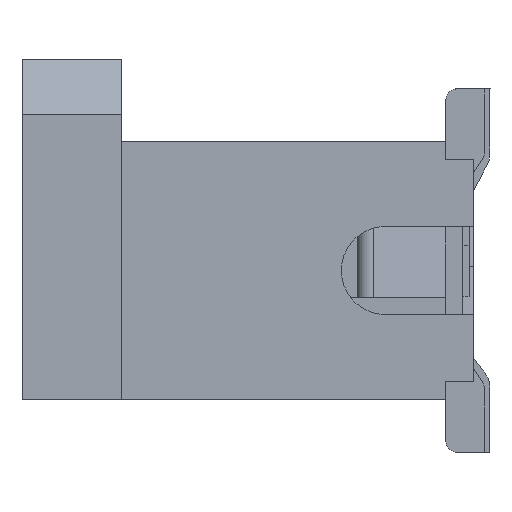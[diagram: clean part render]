
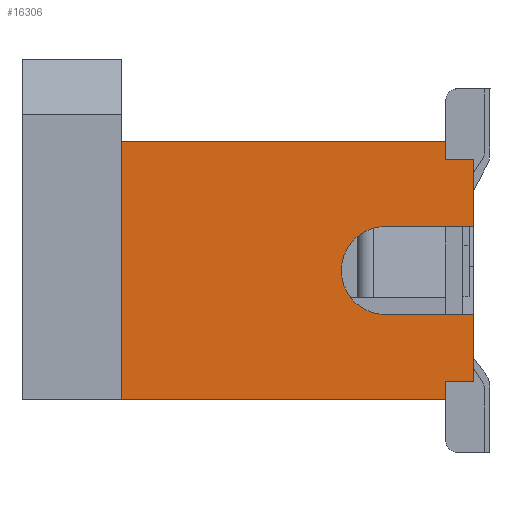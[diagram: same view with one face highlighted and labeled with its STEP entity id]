
A CAD part, left-side view. The second image highlights one B-rep face of the part: STEP entity #16306.
In plain terms, the highlighted face is planar.
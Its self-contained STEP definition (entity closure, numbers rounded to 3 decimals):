
#33 = VECTOR ( 'NONE', #19208, 1000. ) ;
#353 = VERTEX_POINT ( 'NONE', #3178 ) ;
#502 = CARTESIAN_POINT ( 'NONE',  ( 19.937, 8.314, -6.98 ) ) ;
#509 = LINE ( 'NONE', #2918, #17458 ) ;
#562 = EDGE_CURVE ( 'NONE', #353, #23331, #24224, .T. ) ;
#2456 = DIRECTION ( 'NONE',  ( 0., -1., 0. ) ) ;
#2474 = EDGE_CURVE ( 'NONE', #12346, #3718, #8063, .T. ) ;
#2517 = LINE ( 'NONE', #24640, #7453 ) ;
#2594 = CARTESIAN_POINT ( 'NONE',  ( 18.762, 6.714, -6.98 ) ) ;
#2918 = CARTESIAN_POINT ( 'NONE',  ( 19.767, 5.364, -6.98 ) ) ;
#3178 = CARTESIAN_POINT ( 'NONE',  ( 19.162, 5.114, -6.98 ) ) ;
#3206 = ORIENTED_EDGE ( 'NONE', *, *, #21241, .F. ) ;
#3305 = VERTEX_POINT ( 'NONE', #9804 ) ;
#3329 = CARTESIAN_POINT ( 'NONE',  ( 17.757, 5.364, -6.98 ) ) ;
#3440 = EDGE_CURVE ( 'NONE', #8660, #18820, #24709, .T. ) ;
#3718 = VERTEX_POINT ( 'NONE', #3329 ) ;
#4038 = DIRECTION ( 'NONE',  ( 0., 1., 0. ) ) ;
#4186 = CARTESIAN_POINT ( 'NONE',  ( 17.587, 8.314, -6.98 ) ) ;
#4842 = CARTESIAN_POINT ( 'NONE',  ( 19.767, 5.364, -6.98 ) ) ;
#4969 = LINE ( 'NONE', #15128, #20830 ) ;
#4975 = FACE_OUTER_BOUND ( 'NONE', #21567, .T. ) ;
#5385 = ORIENTED_EDGE ( 'NONE', *, *, #2474, .T. ) ;
#5859 = VERTEX_POINT ( 'NONE', #4842 ) ;
#6168 = LINE ( 'NONE', #8171, #10446 ) ;
#6609 = DIRECTION ( 'NONE',  ( 0., 0., 1. ) ) ;
#7194 = ORIENTED_EDGE ( 'NONE', *, *, #3440, .F. ) ;
#7453 = VECTOR ( 'NONE', #8911, 1000. ) ;
#8063 = LINE ( 'NONE', #22303, #13400 ) ;
#8171 = CARTESIAN_POINT ( 'NONE',  ( 19.937, 8.314, -6.98 ) ) ;
#8660 = VERTEX_POINT ( 'NONE', #4186 ) ;
#8911 = DIRECTION ( 'NONE',  ( 0., 1., 0. ) ) ;
#9549 = ORIENTED_EDGE ( 'NONE', *, *, #13679, .F. ) ;
#9804 = CARTESIAN_POINT ( 'NONE',  ( 19.937, 5.364, -6.98 ) ) ;
#9849 = DIRECTION ( 'NONE',  ( 1., 0., 0. ) ) ;
#9936 = VECTOR ( 'NONE', #9849, 1000. ) ;
#10023 = LINE ( 'NONE', #13464, #16285 ) ;
#10119 = CARTESIAN_POINT ( 'NONE',  ( 18.762, 5.914, -6.98 ) ) ;
#10265 = AXIS2_PLACEMENT_3D ( 'NONE', #10119, #16106, #24220 ) ;
#10283 = ORIENTED_EDGE ( 'NONE', *, *, #14634, .F. ) ;
#10388 = AXIS2_PLACEMENT_3D ( 'NONE', #2594, #6609, #12608 ) ;
#10396 = EDGE_CURVE ( 'NONE', #18820, #3718, #11093, .T. ) ;
#10446 = VECTOR ( 'NONE', #24533, 1000. ) ;
#10718 = ORIENTED_EDGE ( 'NONE', *, *, #12912, .F. ) ;
#10958 = CARTESIAN_POINT ( 'NONE',  ( 19.937, 5.364, -6.98 ) ) ;
#11093 = LINE ( 'NONE', #25209, #33 ) ;
#11308 = DIRECTION ( 'NONE',  ( 0., 1., 0. ) ) ;
#11318 = VECTOR ( 'NONE', #2456, 1000. ) ;
#12251 = ORIENTED_EDGE ( 'NONE', *, *, #10396, .F. ) ;
#12346 = VERTEX_POINT ( 'NONE', #16070 ) ;
#12608 = DIRECTION ( 'NONE',  ( 1., 0., 0. ) ) ;
#12912 = EDGE_CURVE ( 'NONE', #3305, #24880, #17208, .T. ) ;
#12946 = CARTESIAN_POINT ( 'NONE',  ( 18.362, 5.914, -6.98 ) ) ;
#13198 = ORIENTED_EDGE ( 'NONE', *, *, #562, .F. ) ;
#13400 = VECTOR ( 'NONE', #4038, 1000. ) ;
#13464 = CARTESIAN_POINT ( 'NONE',  ( 19.162, 5.914, -6.98 ) ) ;
#13679 = EDGE_CURVE ( 'NONE', #12346, #16700, #4969, .T. ) ;
#13921 = VECTOR ( 'NONE', #11308, 1000. ) ;
#14165 = CARTESIAN_POINT ( 'NONE',  ( 19.767, 5.114, -6.98 ) ) ;
#14551 = EDGE_CURVE ( 'NONE', #5859, #3305, #509, .T. ) ;
#14634 = EDGE_CURVE ( 'NONE', #22119, #21587, #21735, .T. ) ;
#15128 = CARTESIAN_POINT ( 'NONE',  ( 17.757, 5.114, -6.98 ) ) ;
#15177 = LINE ( 'NONE', #21426, #13921 ) ;
#16070 = CARTESIAN_POINT ( 'NONE',  ( 17.757, 5.114, -6.98 ) ) ;
#16106 = DIRECTION ( 'NONE',  ( 0., 0., -1. ) ) ;
#16285 = VECTOR ( 'NONE', #22120, 1000. ) ;
#16306 = ADVANCED_FACE ( 'NONE', ( #4975 ), #25109, .F. ) ;
#16700 = VERTEX_POINT ( 'NONE', #22955 ) ;
#17208 = LINE ( 'NONE', #10958, #21252 ) ;
#17458 = VECTOR ( 'NONE', #19169, 1000. ) ;
#17693 = CARTESIAN_POINT ( 'NONE',  ( 19.162, 5.914, -6.98 ) ) ;
#17997 = ORIENTED_EDGE ( 'NONE', *, *, #24564, .F. ) ;
#18820 = VERTEX_POINT ( 'NONE', #18821 ) ;
#18821 = CARTESIAN_POINT ( 'NONE',  ( 17.587, 5.364, -6.98 ) ) ;
#19169 = DIRECTION ( 'NONE',  ( 1., 0., 0. ) ) ;
#19208 = DIRECTION ( 'NONE',  ( 1., 0., 0. ) ) ;
#20253 = ORIENTED_EDGE ( 'NONE', *, *, #14551, .F. ) ;
#20446 = CARTESIAN_POINT ( 'NONE',  ( 17.587, 8.314, -6.98 ) ) ;
#20830 = VECTOR ( 'NONE', #20843, 1000. ) ;
#20843 = DIRECTION ( 'NONE',  ( 1., 0., 0. ) ) ;
#21203 = DIRECTION ( 'NONE',  ( 0., 1., 0. ) ) ;
#21241 = EDGE_CURVE ( 'NONE', #21587, #353, #10023, .T. ) ;
#21252 = VECTOR ( 'NONE', #21203, 1000. ) ;
#21426 = CARTESIAN_POINT ( 'NONE',  ( 18.362, 5.114, -6.98 ) ) ;
#21530 = EDGE_CURVE ( 'NONE', #23331, #5859, #2517, .T. ) ;
#21567 = EDGE_LOOP ( 'NONE', ( #10718, #20253, #24107, #13198, #3206, #10283, #23866, #9549, #5385, #12251, #7194, #17997 ) ) ;
#21587 = VERTEX_POINT ( 'NONE', #17693 ) ;
#21735 = CIRCLE ( 'NONE', #10265, 0.4 ) ;
#22119 = VERTEX_POINT ( 'NONE', #12946 ) ;
#22120 = DIRECTION ( 'NONE',  ( 0., -1., 0. ) ) ;
#22303 = CARTESIAN_POINT ( 'NONE',  ( 17.757, 5.114, -6.98 ) ) ;
#22511 = EDGE_CURVE ( 'NONE', #16700, #22119, #15177, .T. ) ;
#22955 = CARTESIAN_POINT ( 'NONE',  ( 18.362, 5.114, -6.98 ) ) ;
#23331 = VERTEX_POINT ( 'NONE', #14165 ) ;
#23866 = ORIENTED_EDGE ( 'NONE', *, *, #22511, .F. ) ;
#24107 = ORIENTED_EDGE ( 'NONE', *, *, #21530, .F. ) ;
#24220 = DIRECTION ( 'NONE',  ( -1., 0., 0. ) ) ;
#24224 = LINE ( 'NONE', #26228, #9936 ) ;
#24533 = DIRECTION ( 'NONE',  ( -1., 0., 0. ) ) ;
#24564 = EDGE_CURVE ( 'NONE', #24880, #8660, #6168, .T. ) ;
#24640 = CARTESIAN_POINT ( 'NONE',  ( 19.767, 5.114, -6.98 ) ) ;
#24709 = LINE ( 'NONE', #20446, #11318 ) ;
#24880 = VERTEX_POINT ( 'NONE', #502 ) ;
#25109 = PLANE ( 'NONE',  #10388 ) ;
#25209 = CARTESIAN_POINT ( 'NONE',  ( 17.587, 5.364, -6.98 ) ) ;
#26228 = CARTESIAN_POINT ( 'NONE',  ( 19.162, 5.114, -6.98 ) ) ;
